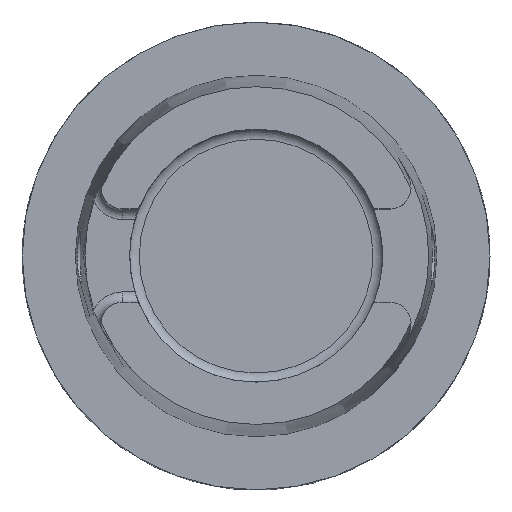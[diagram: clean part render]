
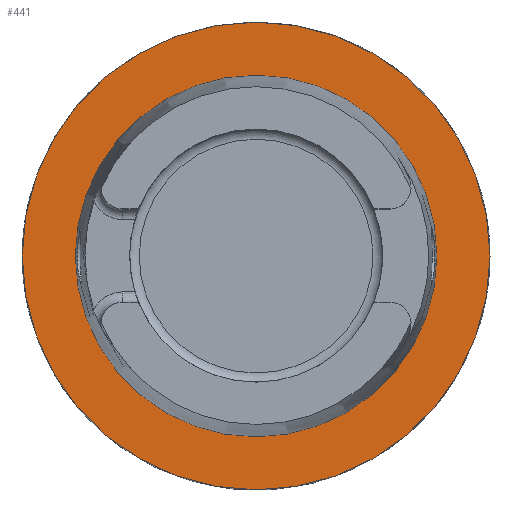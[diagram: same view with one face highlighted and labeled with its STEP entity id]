
A CAD part, top view. The second image highlights one B-rep face of the part: STEP entity #441.
In plain terms, the highlighted planar face has unit normal (0, 0, 1).
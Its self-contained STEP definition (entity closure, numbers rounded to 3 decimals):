
#369=FACE_BOUND('',#682,.T.);
#370=FACE_BOUND('',#683,.T.);
#441=ADVANCED_FACE('',(#369,#370),#511,.F.);
#511=PLANE('',#1811);
#682=EDGE_LOOP('',(#969));
#683=EDGE_LOOP('',(#970));
#969=ORIENTED_EDGE('',*,*,#1444,.F.);
#970=ORIENTED_EDGE('',*,*,#1508,.T.);
#1276=VERTEX_POINT('',#2881);
#1317=VERTEX_POINT('',#3151);
#1444=EDGE_CURVE('',#1276,#1276,#1619,.T.);
#1508=EDGE_CURVE('',#1317,#1317,#1633,.T.);
#1619=CIRCLE('',#1779,31.47);
#1633=CIRCLE('',#1809,24.321);
#1779=AXIS2_PLACEMENT_3D('',#2880,#2100,#2101);
#1809=AXIS2_PLACEMENT_3D('',#3150,#2190,#2191);
#1811=AXIS2_PLACEMENT_3D('',#3153,#2194,#2195);
#2100=DIRECTION('',(0.,0.,-1.));
#2101=DIRECTION('',(1.,0.,0.));
#2190=DIRECTION('',(0.,0.,-1.));
#2191=DIRECTION('',(1.,0.,0.));
#2194=DIRECTION('',(0.,0.,-1.));
#2195=DIRECTION('',(1.,0.,0.));
#2880=CARTESIAN_POINT('',(0.,0.,
0.));
#2881=CARTESIAN_POINT('',(31.47,0.,0.));
#3150=CARTESIAN_POINT('',(0.,0.,
0.));
#3151=CARTESIAN_POINT('',(24.321,0.,0.));
#3153=CARTESIAN_POINT('',(0.,-25.43,0.));
